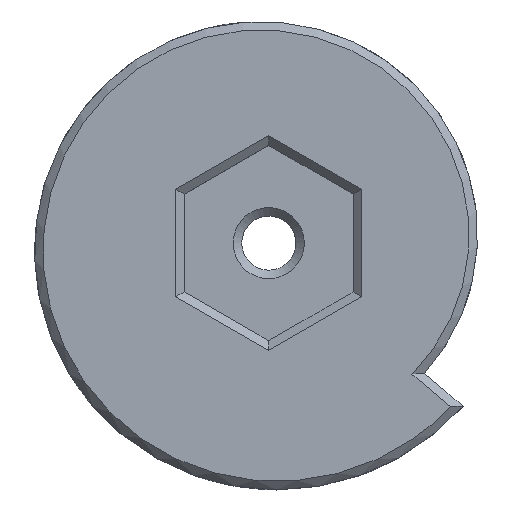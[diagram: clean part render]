
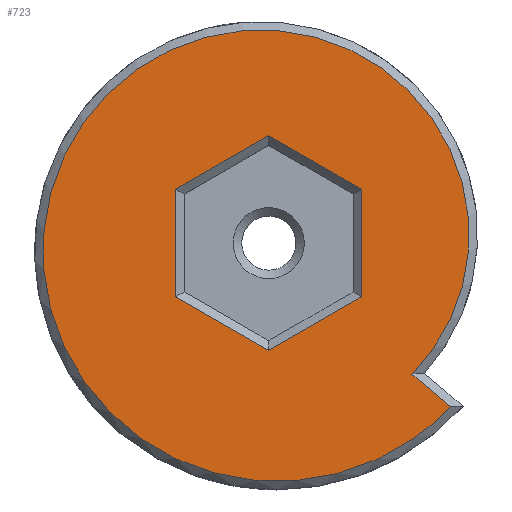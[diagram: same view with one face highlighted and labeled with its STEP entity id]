
A CAD part, top view. The second image highlights one B-rep face of the part: STEP entity #723.
In plain terms, the highlighted planar face has unit normal (0, 0, 1).
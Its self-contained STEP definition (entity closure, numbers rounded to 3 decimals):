
#228 = VERTEX_POINT('',#229);
#229 = CARTESIAN_POINT('',(16.927,-3.509,
    0.));
#238 = EDGE_CURVE('',#228,#239,#241,.T.);
#239 = VERTEX_POINT('',#240);
#240 = CARTESIAN_POINT('',(21.534,-7.374,
    0.));
#241 = B_SPLINE_CURVE_WITH_KNOTS('',12,(#242,#243,#244,#245,#246,#247,
    #248,#249,#250,#251,#252,#253,#254,#255,#256,#257,#258,#259,#260,
    #261,#262,#263,#264,#265,#266,#267,#268,#269,#270,#271,#272,#273,
    #274,#275,#276,#277,#278,#279,#280,#281,#282,#283,#284,#285,#286,
    #287,#288,#289,#290,#291,#292,#293,#294,#295,#296,#297,#298,#299,
    #300,#301,#302,#303,#304,#305,#306,#307,#308,#309),.UNSPECIFIED.,.F.
  ,.F.,(13,11,11,11,11,11,13),(-5.558,-3.52,
    18.139,39.798,83.116,169.753,
    175.368),.UNSPECIFIED.);
#242 = CARTESIAN_POINT('',(14.134,-5.902,0.));
#243 = CARTESIAN_POINT('',(14.25,-5.817,0.));
#244 = CARTESIAN_POINT('',(14.366,-5.731,0.));
#245 = CARTESIAN_POINT('',(14.482,-5.644,0.));
#246 = CARTESIAN_POINT('',(14.597,-5.557,0.));
#247 = CARTESIAN_POINT('',(14.711,-5.469,0.));
#248 = CARTESIAN_POINT('',(14.825,-5.38,0.));
#249 = CARTESIAN_POINT('',(14.938,-5.29,0.));
#250 = CARTESIAN_POINT('',(15.05,-5.2,0.));
#251 = CARTESIAN_POINT('',(15.162,-5.109,0.));
#252 = CARTESIAN_POINT('',(15.274,-5.017,0.));
#253 = CARTESIAN_POINT('',(15.384,-4.924,0.));
#254 = CARTESIAN_POINT('',(16.663,-3.84,0.));
#255 = CARTESIAN_POINT('',(17.761,-2.765,0.));
#256 = CARTESIAN_POINT('',(18.783,-1.608,0.));
#257 = CARTESIAN_POINT('',(19.727,-0.364,0.));
#258 = CARTESIAN_POINT('',(20.572,0.931,0.));
#259 = CARTESIAN_POINT('',(21.334,2.314,0.));
#260 = CARTESIAN_POINT('',(21.985,3.73,0.));
#261 = CARTESIAN_POINT('',(22.539,5.21,0.));
#262 = CARTESIAN_POINT('',(22.981,6.721,0.));
#263 = CARTESIAN_POINT('',(23.313,8.265,0.));
#264 = CARTESIAN_POINT('',(23.531,9.83,0.));
#265 = CARTESIAN_POINT('',(23.738,12.984,0.));
#266 = CARTESIAN_POINT('',(23.726,14.574,0.));
#267 = CARTESIAN_POINT('',(23.599,16.166,0.));
#268 = CARTESIAN_POINT('',(23.355,17.752,0.));
#269 = CARTESIAN_POINT('',(22.994,19.322,0.));
#270 = CARTESIAN_POINT('',(22.518,20.867,0.));
#271 = CARTESIAN_POINT('',(21.929,22.377,0.));
#272 = CARTESIAN_POINT('',(21.229,23.844,0.));
#273 = CARTESIAN_POINT('',(20.423,25.259,0.));
#274 = CARTESIAN_POINT('',(19.514,26.612,0.));
#275 = CARTESIAN_POINT('',(18.509,27.897,0.));
#276 = CARTESIAN_POINT('',(15.217,31.52,0.));
#277 = CARTESIAN_POINT('',(12.658,33.629,0.));
#278 = CARTESIAN_POINT('',(9.781,35.371,0.));
#279 = CARTESIAN_POINT('',(6.644,36.693,0.));
#280 = CARTESIAN_POINT('',(3.315,37.553,0.));
#281 = CARTESIAN_POINT('',(-0.131,37.921,0.));
#282 = CARTESIAN_POINT('',(-3.613,37.781,0.));
#283 = CARTESIAN_POINT('',(-7.049,37.131,0.));
#284 = CARTESIAN_POINT('',(-10.357,35.984,0.));
#285 = CARTESIAN_POINT('',(-13.458,34.368,0.));
#286 = CARTESIAN_POINT('',(-16.283,32.324,0.));
#287 = CARTESIAN_POINT('',(-23.736,25.067,0.));
#288 = CARTESIAN_POINT('',(-27.346,18.726,0.));
#289 = CARTESIAN_POINT('',(-29.098,11.303,0.));
#290 = CARTESIAN_POINT('',(-28.637,3.399,0.));
#291 = CARTESIAN_POINT('',(-25.826,-4.252,0.));
#292 = CARTESIAN_POINT('',(-20.802,-10.882,0.));
#293 = CARTESIAN_POINT('',(-13.981,-15.797,0.));
#294 = CARTESIAN_POINT('',(-6.008,-18.497,0.));
#295 = CARTESIAN_POINT('',(2.336,-18.748,0.));
#296 = CARTESIAN_POINT('',(10.259,-16.608,0.));
#297 = CARTESIAN_POINT('',(17.066,-12.395,0.));
#298 = CARTESIAN_POINT('',(22.571,-6.242,0.));
#299 = CARTESIAN_POINT('',(22.908,-5.865,0.));
#300 = CARTESIAN_POINT('',(23.248,-5.486,0.));
#301 = CARTESIAN_POINT('',(23.589,-5.105,0.));
#302 = CARTESIAN_POINT('',(23.933,-4.721,0.));
#303 = CARTESIAN_POINT('',(24.278,-4.335,0.));
#304 = CARTESIAN_POINT('',(24.626,-3.946,0.));
#305 = CARTESIAN_POINT('',(24.976,-3.555,0.));
#306 = CARTESIAN_POINT('',(25.328,-3.162,0.));
#307 = CARTESIAN_POINT('',(25.682,-2.766,0.));
#308 = CARTESIAN_POINT('',(26.038,-2.368,0.));
#309 = CARTESIAN_POINT('',(26.396,-1.968,0.));
#696 = EDGE_CURVE('',#228,#239,#697,.T.);
#697 = LINE('',#698,#699);
#698 = CARTESIAN_POINT('',(17.742,-4.193,0.));
#699 = VECTOR('',#700,1.);
#700 = DIRECTION('',(0.766,-0.643,0.));
#723 = ADVANCED_FACE('',(#724,#728),#778,.T.);
#724 = FACE_BOUND('',#725,.T.);
#725 = EDGE_LOOP('',(#726,#727));
#726 = ORIENTED_EDGE('',*,*,#238,.T.);
#727 = ORIENTED_EDGE('',*,*,#696,.F.);
#728 = FACE_BOUND('',#729,.T.);
#729 = EDGE_LOOP('',(#730,#740,#748,#756,#764,#772));
#730 = ORIENTED_EDGE('',*,*,#731,.F.);
#731 = EDGE_CURVE('',#732,#734,#736,.T.);
#732 = VERTEX_POINT('',#733);
#733 = CARTESIAN_POINT('',(0.,-0.702,
    0.));
#734 = VERTEX_POINT('',#735);
#735 = CARTESIAN_POINT('',(11.,5.649,0.));
#736 = LINE('',#737,#738);
#737 = CARTESIAN_POINT('',(0.5,-0.413,0.));
#738 = VECTOR('',#739,1.);
#739 = DIRECTION('',(0.866,0.5,0.));
#740 = ORIENTED_EDGE('',*,*,#741,.F.);
#741 = EDGE_CURVE('',#742,#732,#744,.T.);
#742 = VERTEX_POINT('',#743);
#743 = CARTESIAN_POINT('',(-11.,5.649,0.));
#744 = LINE('',#745,#746);
#745 = CARTESIAN_POINT('',(-10.5,5.36,0.));
#746 = VECTOR('',#747,1.);
#747 = DIRECTION('',(0.866,-0.5,0.));
#748 = ORIENTED_EDGE('',*,*,#749,.F.);
#749 = EDGE_CURVE('',#750,#742,#752,.T.);
#750 = VERTEX_POINT('',#751);
#751 = CARTESIAN_POINT('',(-11.,18.351,0.));
#752 = LINE('',#753,#754);
#753 = CARTESIAN_POINT('',(-11.,17.774,0.));
#754 = VECTOR('',#755,1.);
#755 = DIRECTION('',(0.,-1.,0.));
#756 = ORIENTED_EDGE('',*,*,#757,.F.);
#757 = EDGE_CURVE('',#758,#750,#760,.T.);
#758 = VERTEX_POINT('',#759);
#759 = CARTESIAN_POINT('',(0.,24.702,0.));
#760 = LINE('',#761,#762);
#761 = CARTESIAN_POINT('',(-0.5,24.413,0.));
#762 = VECTOR('',#763,1.);
#763 = DIRECTION('',(-0.866,-0.5,0.));
#764 = ORIENTED_EDGE('',*,*,#765,.F.);
#765 = EDGE_CURVE('',#766,#758,#768,.T.);
#766 = VERTEX_POINT('',#767);
#767 = CARTESIAN_POINT('',(11.,18.351,0.));
#768 = LINE('',#769,#770);
#769 = CARTESIAN_POINT('',(10.5,18.64,0.));
#770 = VECTOR('',#771,1.);
#771 = DIRECTION('',(-0.866,0.5,0.));
#772 = ORIENTED_EDGE('',*,*,#773,.F.);
#773 = EDGE_CURVE('',#734,#766,#774,.T.);
#774 = LINE('',#775,#776);
#775 = CARTESIAN_POINT('',(11.,6.226,0.));
#776 = VECTOR('',#777,1.);
#777 = DIRECTION('',(0.,1.,0.));
#778 = PLANE('',#779);
#779 = AXIS2_PLACEMENT_3D('',#780,#781,#782);
#780 = CARTESIAN_POINT('',(-0.403,9.973,0.));
#781 = DIRECTION('',(0.,0.,1.));
#782 = DIRECTION('',(1.,0.,0.));
